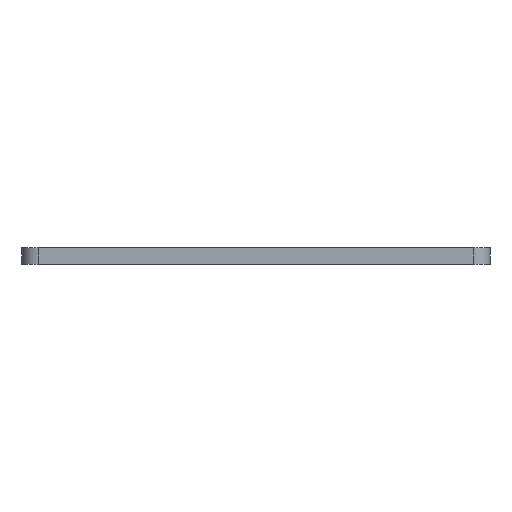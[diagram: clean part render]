
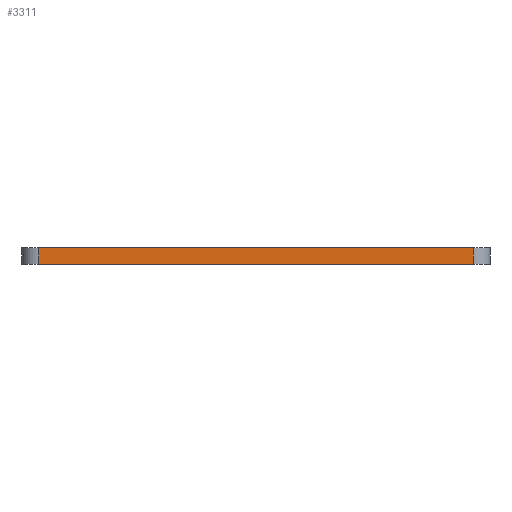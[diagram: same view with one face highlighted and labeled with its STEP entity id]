
A CAD part, front view. The second image highlights one B-rep face of the part: STEP entity #3311.
In plain terms, the highlighted planar face has unit normal (0, -1, 0).
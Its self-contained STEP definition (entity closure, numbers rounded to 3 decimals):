
#252 = CARTESIAN_POINT ( 'NONE',  ( 50., -4., 2. ) ) ;
#316 = VERTEX_POINT ( 'NONE', #252 ) ;
#336 = VECTOR ( 'NONE', #3305, 1000. ) ;
#872 = DIRECTION ( 'NONE',  ( 0., 0., 1. ) ) ;
#923 = LINE ( 'NONE', #3564, #1817 ) ;
#1075 = ORIENTED_EDGE ( 'NONE', *, *, #3523, .T. ) ;
#1185 = VECTOR ( 'NONE', #4083, 1000. ) ;
#1348 = LINE ( 'NONE', #4844, #336 ) ;
#1792 = CARTESIAN_POINT ( 'NONE',  ( -2., -4., 2. ) ) ;
#1805 = EDGE_CURVE ( 'NONE', #2228, #316, #923, .T. ) ;
#1817 = VECTOR ( 'NONE', #872, 1000. ) ;
#1996 = VERTEX_POINT ( 'NONE', #3050 ) ;
#2021 = CARTESIAN_POINT ( 'NONE',  ( -4., -4., 2. ) ) ;
#2157 = DIRECTION ( 'NONE',  ( 0., 0., -1. ) ) ;
#2200 = LINE ( 'NONE', #4832, #1185 ) ;
#2228 = VERTEX_POINT ( 'NONE', #2798 ) ;
#2387 = EDGE_CURVE ( 'NONE', #1996, #316, #2200, .T. ) ;
#2405 = DIRECTION ( 'NONE',  ( 0., 0., 1. ) ) ;
#2610 = EDGE_LOOP ( 'NONE', ( #1075, #4266, #3455, #2648 ) ) ;
#2648 = ORIENTED_EDGE ( 'NONE', *, *, #4848, .T. ) ;
#2798 = CARTESIAN_POINT ( 'NONE',  ( 50., -4., 0. ) ) ;
#2960 = LINE ( 'NONE', #1792, #4899 ) ;
#3050 = CARTESIAN_POINT ( 'NONE',  ( -2., -4., 2. ) ) ;
#3109 = FACE_OUTER_BOUND ( 'NONE', #2610, .T. ) ;
#3305 = DIRECTION ( 'NONE',  ( 1., 0., 0. ) ) ;
#3311 = ADVANCED_FACE ( 'NONE', ( #3109 ), #4345, .F. ) ;
#3455 = ORIENTED_EDGE ( 'NONE', *, *, #2387, .F. ) ;
#3523 = EDGE_CURVE ( 'NONE', #4634, #2228, #1348, .T. ) ;
#3564 = CARTESIAN_POINT ( 'NONE',  ( 50., -4., 2. ) ) ;
#4039 = CARTESIAN_POINT ( 'NONE',  ( -2., -4., 0. ) ) ;
#4083 = DIRECTION ( 'NONE',  ( 1., 0., 0. ) ) ;
#4247 = AXIS2_PLACEMENT_3D ( 'NONE', #2021, #4726, #2405 ) ;
#4266 = ORIENTED_EDGE ( 'NONE', *, *, #1805, .T. ) ;
#4345 = PLANE ( 'NONE',  #4247 ) ;
#4634 = VERTEX_POINT ( 'NONE', #4039 ) ;
#4726 = DIRECTION ( 'NONE',  ( 0., 1., 0. ) ) ;
#4832 = CARTESIAN_POINT ( 'NONE',  ( -4., -4., 2. ) ) ;
#4844 = CARTESIAN_POINT ( 'NONE',  ( -4., -4., 0. ) ) ;
#4848 = EDGE_CURVE ( 'NONE', #1996, #4634, #2960, .T. ) ;
#4899 = VECTOR ( 'NONE', #2157, 1000. ) ;
